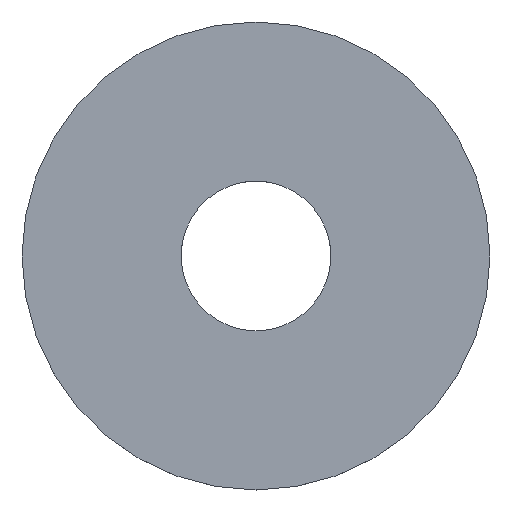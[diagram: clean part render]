
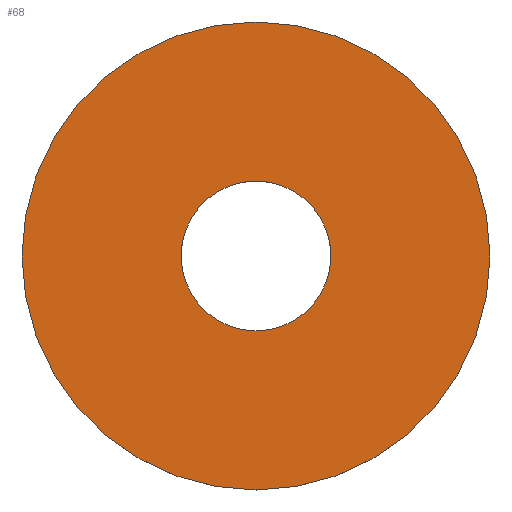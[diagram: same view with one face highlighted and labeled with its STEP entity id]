
A CAD part, top view. The second image highlights one B-rep face of the part: STEP entity #68.
In plain terms, the highlighted planar face has unit normal (0, 0, 1).
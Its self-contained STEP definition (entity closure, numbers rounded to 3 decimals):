
#11 = FACE_OUTER_BOUND ( 'NONE', #115, .T. ) ;
#13 = CARTESIAN_POINT ( 'NONE',  ( 0., 12.5, 0.6 ) ) ;
#20 = ORIENTED_EDGE ( 'NONE', *, *, #143, .T. ) ;
#29 = DIRECTION ( 'NONE',  ( 0., 1., 0. ) ) ;
#36 = EDGE_CURVE ( 'NONE', #125, #125, #65, .T. ) ;
#38 = AXIS2_PLACEMENT_3D ( 'NONE', #129, #57, #29 ) ;
#57 = DIRECTION ( 'NONE',  ( 0., 0., -1. ) ) ;
#58 = DIRECTION ( 'NONE',  ( 0., -1., 0. ) ) ;
#65 = CIRCLE ( 'NONE', #146, 12.5 ) ;
#68 = ADVANCED_FACE ( 'NONE', ( #118, #11 ), #157, .T. ) ;
#73 = CARTESIAN_POINT ( 'NONE',  ( 0., 4., 0.6 ) ) ;
#74 = CARTESIAN_POINT ( 'NONE',  ( 0., 0., 0.6 ) ) ;
#76 = DIRECTION ( 'NONE',  ( 0., 0., 1. ) ) ;
#89 = VERTEX_POINT ( 'NONE', #145 ) ;
#97 = ORIENTED_EDGE ( 'NONE', *, *, #36, .F. ) ;
#104 = AXIS2_PLACEMENT_3D ( 'NONE', #73, #76, #58 ) ;
#115 = EDGE_LOOP ( 'NONE', ( #97 ) ) ;
#116 = CIRCLE ( 'NONE', #38, 4. ) ;
#118 = FACE_BOUND ( 'NONE', #139, .T. ) ;
#125 = VERTEX_POINT ( 'NONE', #13 ) ;
#126 = DIRECTION ( 'NONE',  ( 0., 0., -1. ) ) ;
#129 = CARTESIAN_POINT ( 'NONE',  ( 0., 0., 0.6 ) ) ;
#139 = EDGE_LOOP ( 'NONE', ( #20 ) ) ;
#143 = EDGE_CURVE ( 'NONE', #89, #89, #116, .T. ) ;
#145 = CARTESIAN_POINT ( 'NONE',  ( 0., 4., 0.6 ) ) ;
#146 = AXIS2_PLACEMENT_3D ( 'NONE', #74, #126, #168 ) ;
#157 = PLANE ( 'NONE',  #104 ) ;
#168 = DIRECTION ( 'NONE',  ( 0., 1., 0. ) ) ;
